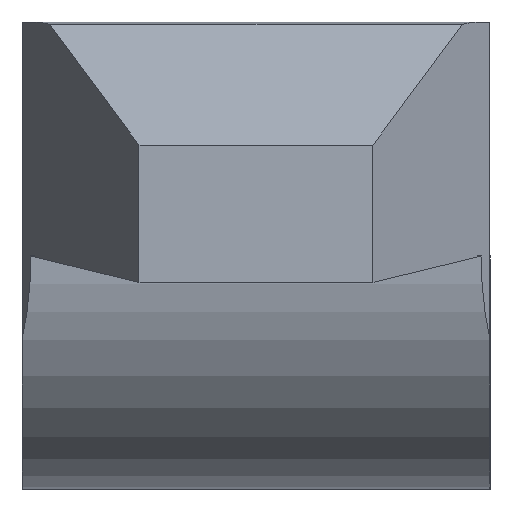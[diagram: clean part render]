
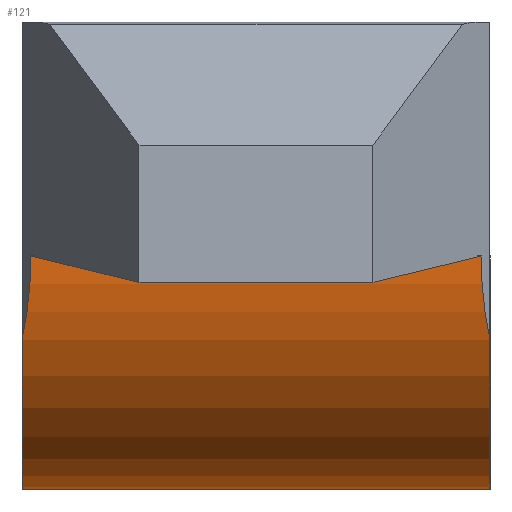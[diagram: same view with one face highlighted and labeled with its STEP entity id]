
A CAD part, left-side view. The second image highlights one B-rep face of the part: STEP entity #121.
In plain terms, the highlighted cylindrical face has radius 30 mm (diameter 60 mm), a partial arc.
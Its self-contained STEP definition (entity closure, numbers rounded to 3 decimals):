
#121=ADVANCED_FACE('',(#323),#324,.T.);
#127=EDGE_CURVE('',#293,#249,#330,.T.);
#131=VERTEX_POINT('',#334);
#139=VERTEX_POINT('',#343);
#153=EDGE_CURVE('',#193,#249,#358,.T.);
#163=EDGE_CURVE('',#177,#131,#369,.T.);
#167=EDGE_CURVE('',#139,#177,#374,.T.);
#177=VERTEX_POINT('',#384);
#193=VERTEX_POINT('',#400);
#221=EDGE_CURVE('',#131,#293,#430,.T.);
#243=EDGE_CURVE('',#193,#139,#459,.T.);
#249=VERTEX_POINT('',#466);
#293=VERTEX_POINT('',#514);
#323=FACE_OUTER_BOUND('',#538,.T.);
#324=CYLINDRICAL_SURFACE('',#539,30.0);
#330=ELLIPSE('',#548,34.641,30.0);
#334=CARTESIAN_POINT('',(54.0,-30.0,-26.627));
#343=CARTESIAN_POINT('',(25.981,30.0,-7.347));
#358=LINE('',#584,#585);
#369=LINE('',#601,#602);
#374=CIRCLE('',#608,30.0);
#384=CARTESIAN_POINT('',(54.0,30.0,-26.627));
#400=CARTESIAN_POINT('',(24.0,28.856,3.373));
#430=CIRCLE('',#687,30.0);
#459=ELLIPSE('',#722,34.641,30.0);
#466=CARTESIAN_POINT('',(24.0,-28.856,3.373));
#514=CARTESIAN_POINT('',(25.981,-30.0,-7.347));
#538=EDGE_LOOP('',(#878,#879,#880,#881,#882,#883));
#539=AXIS2_PLACEMENT_3D('',#884,#885,#886);
#548=AXIS2_PLACEMENT_3D('',#888,#889,#890);
#584=CARTESIAN_POINT('',(24.0,0.,3.373));
#585=VECTOR('',#914,1.0);
#601=CARTESIAN_POINT('',(54.0,0.,-26.627));
#602=VECTOR('',#925,1.0);
#608=AXIS2_PLACEMENT_3D('',#934,#935,#936);
#687=AXIS2_PLACEMENT_3D('',#978,#979,#980);
#722=AXIS2_PLACEMENT_3D('',#1046,#1047,#1048);
#878=ORIENTED_EDGE('',*,*,#127,.T.);
#879=ORIENTED_EDGE('',*,*,#153,.F.);
#880=ORIENTED_EDGE('',*,*,#243,.T.);
#881=ORIENTED_EDGE('',*,*,#167,.T.);
#882=ORIENTED_EDGE('',*,*,#163,.T.);
#883=ORIENTED_EDGE('',*,*,#221,.T.);
#884=CARTESIAN_POINT('',(54.0,0.,3.373));
#885=DIRECTION('',(-0.0,1.0,0.));
#886=DIRECTION('',(-1.0,0.,0.));
#888=CARTESIAN_POINT('',(54.0,-46.177,3.373));
#889=DIRECTION('',(0.5,0.866,0.0));
#890=DIRECTION('',(-0.866,0.5,0.));
#914=DIRECTION('',(0.0,-1.0,0.));
#925=DIRECTION('',(0.0,-1.0,0.));
#934=CARTESIAN_POINT('',(54.0,30.0,3.373));
#935=DIRECTION('',(0.0,-1.0,0.));
#936=DIRECTION('',(-1.0,0.,0.));
#978=CARTESIAN_POINT('',(54.0,-30.0,3.373));
#979=DIRECTION('',(0.0,1.0,0.));
#980=DIRECTION('',(-1.0,0.,0.));
#1046=CARTESIAN_POINT('',(54.0,46.177,3.373));
#1047=DIRECTION('',(0.5,-0.866,0.0));
#1048=DIRECTION('',(-0.866,-0.5,0.));
